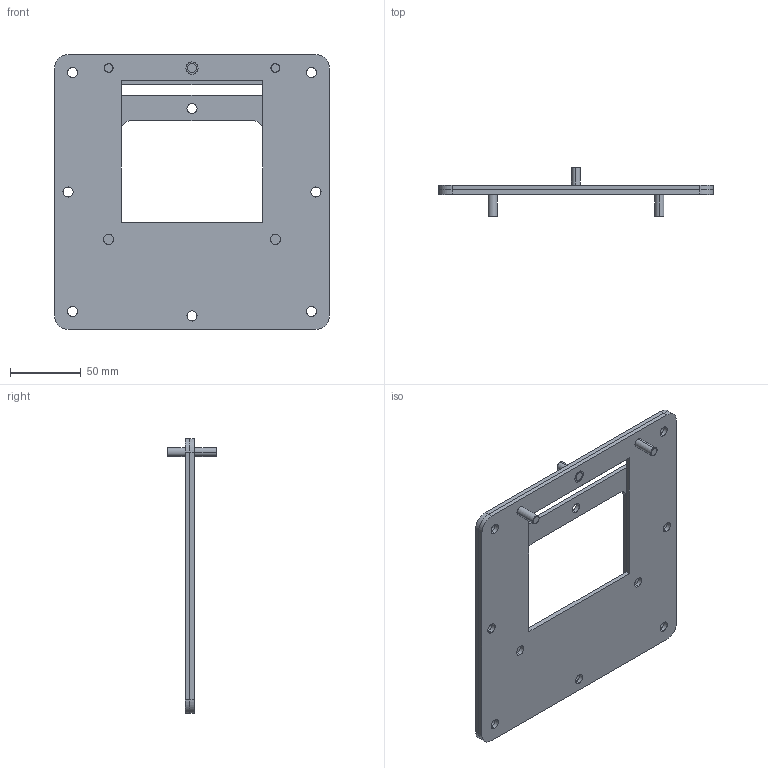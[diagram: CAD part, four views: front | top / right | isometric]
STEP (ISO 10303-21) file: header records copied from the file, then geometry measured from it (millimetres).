
FILE_DESCRIPTION (( 'STEP AP203' ), '1' );
FILE_NAME ('1487DRE.step', '2024-04-25T14:37:10', ( '' ), ( '' ), 'SwSTEP 2.0', 'SolidWorks 2023', '' );
FILE_SCHEMA (( 'CONFIG_CONTROL_DESIGN' ));
Length unit declared in the file: inch
Products named in the file (1): 1487DRE
Bounding box: 193.68 x 34.92 x 193.68 mm (x, y, z)
Volume: 159445.9 mm3; surface area: 113611.5 mm2
Topology: 6 solids, 6 shells, 133 faces, 348 edges, 230 vertices
Faces by surface type: cylinder 88, plane 39, cone 6
Entity records: 4369 total; most frequent: DIRECTION 798, CARTESIAN_POINT 712, ORIENTED_EDGE 696, EDGE_CURVE 348, AXIS2_PLACEMENT_3D 316, VERTEX_POINT 230, EDGE_LOOP 198, CIRCLE 182
